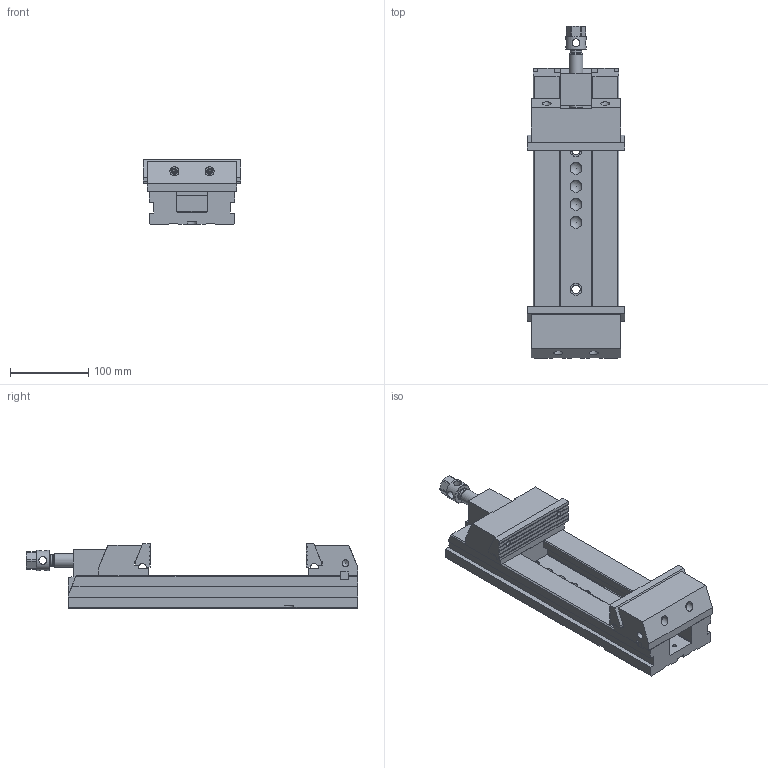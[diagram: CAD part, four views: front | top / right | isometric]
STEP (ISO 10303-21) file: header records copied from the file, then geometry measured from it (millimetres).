
FILE_DESCRIPTION(/* description */ (''),/* implementation_level */ '2;1');
FILE_NAME(/* name */ '30_125S_Mordaza.stp',/* time_stamp */ '2022-08-29T14:34:08+02:00',/* author */ (''),/* organization */ (''),/* preprocessor_version */ 'ST-DEVELOPER v18.1',/* originating_system */ 'SIEMENS PLM Software NX 1969',/* authorisation */ '');
FILE_SCHEMA (('AP203_CONFIGURATION_CONTROLLED_3D_DESIGN_OF_MECHANICAL_PARTS_AND_ASSEMBLIES_MIM_LF { 1 0 10303 403 2 1 2}'));
Length unit declared in the file: millimetre
Products named in the file (1): 30_125S_Mordaza
Bounding box: 125 x 425.31 x 83 mm (x, y, z)
Volume: 1842096.9 mm3; surface area: 316487 mm2
Topology: 12 solids, 12 shells, 516 faces, 1446 edges, 960 vertices
Faces by surface type: plane 320, cylinder 147, cone 30, sphere 10, torus 8, bspline 1
Full cylindrical faces by diameter (mm): 4.351 x5, 5.188 x6, 6.5 x6, 6.985 x6, 7.5 x4, 8 x6, 8.782 x4, 10 x4, 10.5 x3, 11 x2, 11.5 x4, 12.376 x2, 14 x2, 14.5 x1, 15 x5, 16.188 x1, 17 x2, 17.732 x1, 18 x1, 22 x2, 26 x1
Entity records: 19385 total; most frequent: CARTESIAN_POINT 3376, DIRECTION 2559, ORIENTED_EDGE 2486, EDGE_CURVE 1243, VERTEX_POINT 884, AXIS2_PLACEMENT_3D 861, LINE 837, VECTOR 837
